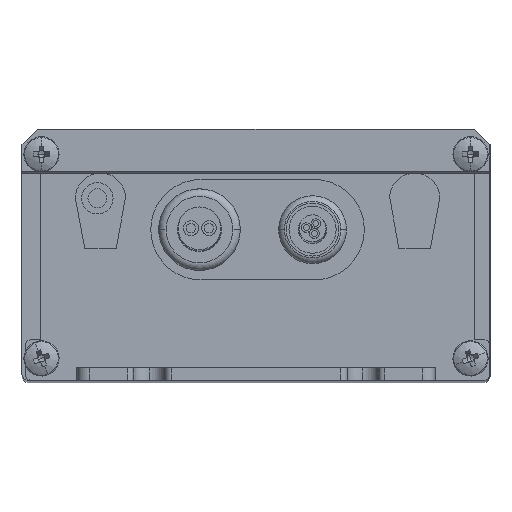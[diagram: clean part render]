
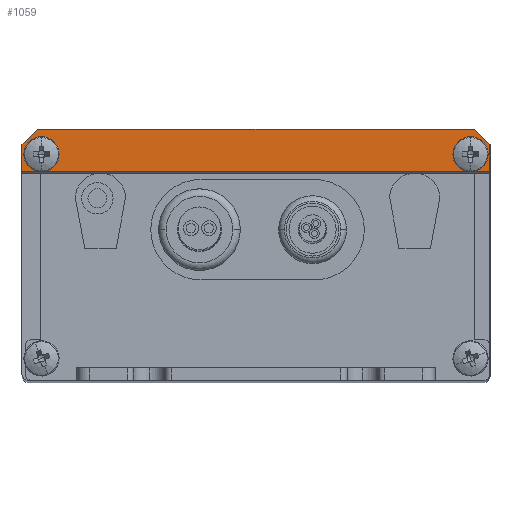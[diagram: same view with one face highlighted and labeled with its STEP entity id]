
A CAD part, top view. The second image highlights one B-rep face of the part: STEP entity #1059.
In plain terms, the highlighted face is planar.
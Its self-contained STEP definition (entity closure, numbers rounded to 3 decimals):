
#1059 = ADVANCED_FACE ( 'NONE', ( #28939, #28948, #28951 ), #14705, .F. ) ;
#1589 = CIRCLE ( 'NONE', #30939, 1.55 ) ;
#1591 = CIRCLE ( 'NONE', #30943, 1.55 ) ;
#1624 = CIRCLE ( 'NONE', #31026, 1.55 ) ;
#1625 = CIRCLE ( 'NONE', #31017, 1.55 ) ;
#5885 = CARTESIAN_POINT ( 'NONE',  ( 2.2, 40., 2.5 ) ) ;
#5908 = CARTESIAN_POINT ( 'NONE',  ( 2.2, 40., 72. ) ) ;
#12026 = CARTESIAN_POINT ( 'NONE',  ( 2.2, 37.5, 0. ) ) ;
#14705 = PLANE ( 'NONE',  #28953 ) ;
#14706 = CARTESIAN_POINT ( 'NONE',  ( 2.2, 40., 74.5 ) ) ;
#14707 = DIRECTION ( 'NONE',  ( -1., 0., 0. ) ) ;
#14708 = DIRECTION ( 'NONE',  ( 0., -1., 0. ) ) ;
#18582 = VERTEX_POINT ( 'NONE', #5885 ) ;
#18720 = VERTEX_POINT ( 'NONE', #5908 ) ;
#19505 = EDGE_LOOP ( 'NONE', ( #28269, #28276 ) ) ;
#19546 = EDGE_LOOP ( 'NONE', ( #28281, #28274 ) ) ;
#19549 = EDGE_LOOP ( 'NONE', ( #28271, #28266, #28264, #28259, #28261, #28254 ) ) ;
#20610 = CARTESIAN_POINT ( 'NONE',  ( 2.2, 33.3, 0. ) ) ;
#20621 = CARTESIAN_POINT ( 'NONE',  ( 2.2, 37.5, 74.5 ) ) ;
#20657 = CARTESIAN_POINT ( 'NONE',  ( 2.2, 34.45, 71.4 ) ) ;
#20730 = CARTESIAN_POINT ( 'NONE',  ( 2.2, 37.55, 71.4 ) ) ;
#20780 = CARTESIAN_POINT ( 'NONE',  ( 2.2, 33.3, 74.5 ) ) ;
#20782 = CARTESIAN_POINT ( 'NONE',  ( 2.2, 37.55, 3.1 ) ) ;
#20851 = CARTESIAN_POINT ( 'NONE',  ( 2.2, 34.45, 3.1 ) ) ;
#24187 = EDGE_CURVE ( 'NONE', #32298, #32474, #1589, .T. ) ;
#24191 = EDGE_CURVE ( 'NONE', #32189, #32046, #1591, .T. ) ;
#24273 = EDGE_CURVE ( 'NONE', #32290, #31953, #34767, .T. ) ;
#24274 = EDGE_CURVE ( 'NONE', #32474, #32298, #1624, .T. ) ;
#24275 = EDGE_CURVE ( 'NONE', #32046, #32189, #1625, .T. ) ;
#24276 = EDGE_CURVE ( 'NONE', #32290, #31974, #34784, .T. ) ;
#24277 = EDGE_CURVE ( 'NONE', #31953, #31918, #34790, .T. ) ;
#24278 = EDGE_CURVE ( 'NONE', #31918, #18582, #34795, .T. ) ;
#24279 = EDGE_CURVE ( 'NONE', #18720, #18582, #34801, .T. ) ;
#24280 = EDGE_CURVE ( 'NONE', #18720, #31974, #34807, .T. ) ;
#28254 = ORIENTED_EDGE ( 'NONE', *, *, #24280, .T. ) ;
#28259 = ORIENTED_EDGE ( 'NONE', *, *, #24278, .T. ) ;
#28261 = ORIENTED_EDGE ( 'NONE', *, *, #24279, .F. ) ;
#28264 = ORIENTED_EDGE ( 'NONE', *, *, #24277, .T. ) ;
#28266 = ORIENTED_EDGE ( 'NONE', *, *, #24273, .T. ) ;
#28269 = ORIENTED_EDGE ( 'NONE', *, *, #24191, .T. ) ;
#28271 = ORIENTED_EDGE ( 'NONE', *, *, #24276, .F. ) ;
#28274 = ORIENTED_EDGE ( 'NONE', *, *, #24274, .T. ) ;
#28276 = ORIENTED_EDGE ( 'NONE', *, *, #24275, .T. ) ;
#28281 = ORIENTED_EDGE ( 'NONE', *, *, #24187, .T. ) ;
#28939 = FACE_BOUND ( 'NONE', #19546, .T. ) ;
#28948 = FACE_BOUND ( 'NONE', #19505, .T. ) ;
#28951 = FACE_OUTER_BOUND ( 'NONE', #19549, .T. ) ;
#28953 = AXIS2_PLACEMENT_3D ( 'NONE', #14706, #14707, #14708 ) ;
#30939 = AXIS2_PLACEMENT_3D ( 'NONE', #34291, #34292, #34293 ) ;
#30943 = AXIS2_PLACEMENT_3D ( 'NONE', #34312, #34314, #34316 ) ;
#31017 = AXIS2_PLACEMENT_3D ( 'NONE', #34777, #34778, #34780 ) ;
#31026 = AXIS2_PLACEMENT_3D ( 'NONE', #34737, #34773, #34775 ) ;
#31027 = VECTOR ( 'NONE', #34771, 1000. ) ;
#31029 = VECTOR ( 'NONE', #34788, 1000. ) ;
#31030 = VECTOR ( 'NONE', #34793, 1000. ) ;
#31031 = VECTOR ( 'NONE', #34799, 1000. ) ;
#31032 = VECTOR ( 'NONE', #34805, 1000. ) ;
#31033 = VECTOR ( 'NONE', #34810, 1000. ) ;
#31918 = VERTEX_POINT ( 'NONE', #12026 ) ;
#31953 = VERTEX_POINT ( 'NONE', #20610 ) ;
#31974 = VERTEX_POINT ( 'NONE', #20621 ) ;
#32046 = VERTEX_POINT ( 'NONE', #20657 ) ;
#32189 = VERTEX_POINT ( 'NONE', #20730 ) ;
#32290 = VERTEX_POINT ( 'NONE', #20780 ) ;
#32298 = VERTEX_POINT ( 'NONE', #20782 ) ;
#32474 = VERTEX_POINT ( 'NONE', #20851 ) ;
#34291 = CARTESIAN_POINT ( 'NONE',  ( 2.2, 36., 3.1 ) ) ;
#34292 = DIRECTION ( 'NONE',  ( -1., 0., 0. ) ) ;
#34293 = DIRECTION ( 'NONE',  ( 0., -1., 0. ) ) ;
#34312 = CARTESIAN_POINT ( 'NONE',  ( 2.2, 36., 71.4 ) ) ;
#34314 = DIRECTION ( 'NONE',  ( -1., 0., 0. ) ) ;
#34316 = DIRECTION ( 'NONE',  ( 0., -1., 0. ) ) ;
#34737 = CARTESIAN_POINT ( 'NONE',  ( 2.2, 36., 3.1 ) ) ;
#34767 = LINE ( 'NONE', #34769, #31027 ) ;
#34769 = CARTESIAN_POINT ( 'NONE',  ( 2.2, 33.3, 74.5 ) ) ;
#34771 = DIRECTION ( 'NONE',  ( 0., 0., -1. ) ) ;
#34773 = DIRECTION ( 'NONE',  ( -1., 0., 0. ) ) ;
#34775 = DIRECTION ( 'NONE',  ( 0., -1., 0. ) ) ;
#34777 = CARTESIAN_POINT ( 'NONE',  ( 2.2, 36., 71.4 ) ) ;
#34778 = DIRECTION ( 'NONE',  ( -1., 0., 0. ) ) ;
#34780 = DIRECTION ( 'NONE',  ( 0., -1., 0. ) ) ;
#34784 = LINE ( 'NONE', #34786, #31029 ) ;
#34786 = CARTESIAN_POINT ( 'NONE',  ( 2.2, 40., 74.5 ) ) ;
#34788 = DIRECTION ( 'NONE',  ( 0., 1., 0. ) ) ;
#34790 = LINE ( 'NONE', #34792, #31030 ) ;
#34792 = CARTESIAN_POINT ( 'NONE',  ( 2.2, 40., 0. ) ) ;
#34793 = DIRECTION ( 'NONE',  ( 0., 1., 0. ) ) ;
#34795 = LINE ( 'NONE', #34797, #31031 ) ;
#34797 = CARTESIAN_POINT ( 'NONE',  ( 2.2, 40., 2.5 ) ) ;
#34799 = DIRECTION ( 'NONE',  ( 0., 0.707, 0.707 ) ) ;
#34801 = LINE ( 'NONE', #34803, #31032 ) ;
#34803 = CARTESIAN_POINT ( 'NONE',  ( 2.2, 40., 74.5 ) ) ;
#34805 = DIRECTION ( 'NONE',  ( 0., 0., -1. ) ) ;
#34807 = LINE ( 'NONE', #34808, #31033 ) ;
#34808 = CARTESIAN_POINT ( 'NONE',  ( 2.2, 37.5, 74.5 ) ) ;
#34810 = DIRECTION ( 'NONE',  ( 0., -0.707, 0.707 ) ) ;
